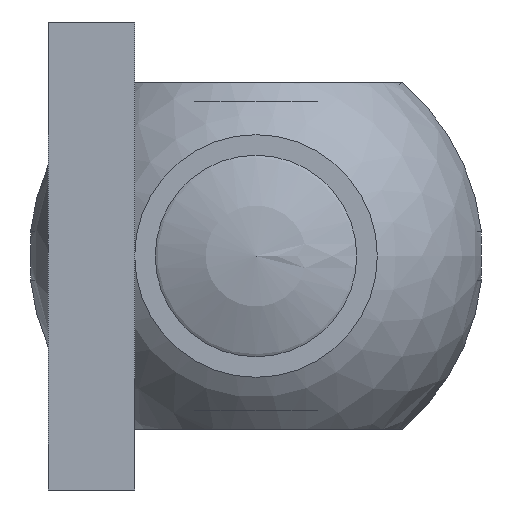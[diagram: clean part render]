
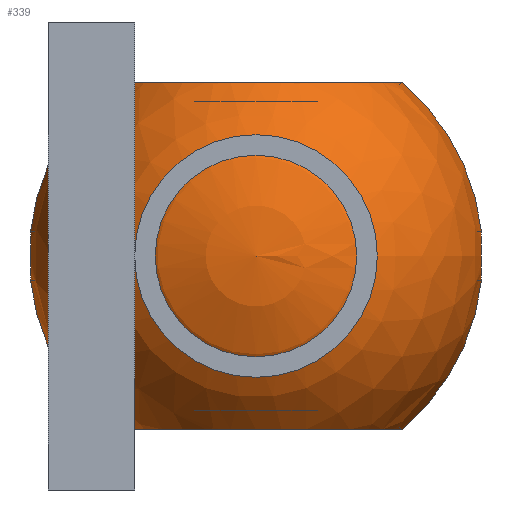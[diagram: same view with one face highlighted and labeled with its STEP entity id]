
A CAD part, front view. The second image highlights one B-rep face of the part: STEP entity #339.
In plain terms, the highlighted spherical face has radius 31.5 mm.
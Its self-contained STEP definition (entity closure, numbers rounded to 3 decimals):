
#26 = EDGE_CURVE ( 'NONE', #531, #901, #645, .T. ) ;
#39 = AXIS2_PLACEMENT_3D ( 'NONE', #174, #664, #301 ) ;
#48 = CARTESIAN_POINT ( 'NONE',  ( 0., 0., 24.1 ) ) ;
#69 = DIRECTION ( 'NONE',  ( 0., -1., 0. ) ) ;
#80 = VERTEX_POINT ( 'NONE', #1635 ) ;
#122 = CARTESIAN_POINT ( 'NONE',  ( 31.316, 0., 3.4 ) ) ;
#137 = AXIS2_PLACEMENT_3D ( 'NONE', #1306, #788, #1176 ) ;
#145 = VERTEX_POINT ( 'NONE', #867 ) ;
#169 = CIRCLE ( 'NONE', #137, 31.5 ) ;
#174 = CARTESIAN_POINT ( 'NONE',  ( -31.316, 0., 0. ) ) ;
#242 = CARTESIAN_POINT ( 'NONE',  ( 0., 0., 0. ) ) ;
#267 = DIRECTION ( 'NONE',  ( 0., 0., 1. ) ) ;
#275 = AXIS2_PLACEMENT_3D ( 'NONE', #48, #1317, #558 ) ;
#285 = EDGE_CURVE ( 'NONE', #145, #80, #850, .T. ) ;
#293 = ORIENTED_EDGE ( 'NONE', *, *, #1194, .T. ) ;
#301 = DIRECTION ( 'NONE',  ( 0., 0., -1. ) ) ;
#336 = ORIENTED_EDGE ( 'NONE', *, *, #26, .T. ) ;
#339 = ADVANCED_FACE ( 'NONE', ( #808 ), #1076, .T. ) ;
#363 = CARTESIAN_POINT ( 'NONE',  ( 20.284, 0., -24.1 ) ) ;
#366 = DIRECTION ( 'NONE',  ( 0., -1., 0. ) ) ;
#371 = CARTESIAN_POINT ( 'NONE',  ( -20.284, 0., -24.1 ) ) ;
#417 = AXIS2_PLACEMENT_3D ( 'NONE', #474, #1351, #1226 ) ;
#437 = EDGE_CURVE ( 'NONE', #901, #1275, #1462, .T. ) ;
#474 = CARTESIAN_POINT ( 'NONE',  ( 0., 0., 0. ) ) ;
#527 = ORIENTED_EDGE ( 'NONE', *, *, #1289, .T. ) ;
#531 = VERTEX_POINT ( 'NONE', #816 ) ;
#541 = ORIENTED_EDGE ( 'NONE', *, *, #1048, .F. ) ;
#552 = CARTESIAN_POINT ( 'NONE',  ( -31.316, 0., 3.4 ) ) ;
#558 = DIRECTION ( 'NONE',  ( 0., 1., 0. ) ) ;
#571 = CARTESIAN_POINT ( 'NONE',  ( 0., 0., -24.1 ) ) ;
#621 = DIRECTION ( 'NONE',  ( 1., 0., 0. ) ) ;
#645 = CIRCLE ( 'NONE', #949, 31.5 ) ;
#664 = DIRECTION ( 'NONE',  ( 1., 0., 0. ) ) ;
#695 = DIRECTION ( 'NONE',  ( 0., -1., 0. ) ) ;
#771 = CIRCLE ( 'NONE', #1336, 3.4 ) ;
#788 = DIRECTION ( 'NONE',  ( 0., 1., 0. ) ) ;
#805 = CARTESIAN_POINT ( 'NONE',  ( 0., 0., 0. ) ) ;
#808 = FACE_OUTER_BOUND ( 'NONE', #1272, .T. ) ;
#816 = CARTESIAN_POINT ( 'NONE',  ( -31.316, 0., -3.4 ) ) ;
#829 = VERTEX_POINT ( 'NONE', #1396 ) ;
#850 = CIRCLE ( 'NONE', #275, 20.284 ) ;
#860 = EDGE_CURVE ( 'NONE', #829, #1275, #1516, .T. ) ;
#867 = CARTESIAN_POINT ( 'NONE',  ( 20.284, 0., 24.1 ) ) ;
#901 = VERTEX_POINT ( 'NONE', #371 ) ;
#943 = ORIENTED_EDGE ( 'NONE', *, *, #860, .F. ) ;
#949 = AXIS2_PLACEMENT_3D ( 'NONE', #242, #366, #621 ) ;
#990 = CARTESIAN_POINT ( 'NONE',  ( 0., 0., 0. ) ) ;
#994 = DIRECTION ( 'NONE',  ( 0., 1., 0. ) ) ;
#1036 = AXIS2_PLACEMENT_3D ( 'NONE', #990, #994, #267 ) ;
#1048 = EDGE_CURVE ( 'NONE', #145, #1386, #169, .T. ) ;
#1066 = AXIS2_PLACEMENT_3D ( 'NONE', #805, #69, #1345 ) ;
#1076 = SPHERICAL_SURFACE ( 'NONE', #1066, 31.5 ) ;
#1098 = AXIS2_PLACEMENT_3D ( 'NONE', #571, #1468, #695 ) ;
#1128 = ORIENTED_EDGE ( 'NONE', *, *, #437, .T. ) ;
#1154 = VERTEX_POINT ( 'NONE', #552 ) ;
#1162 = CIRCLE ( 'NONE', #417, 31.5 ) ;
#1176 = DIRECTION ( 'NONE',  ( 0., 0., 1. ) ) ;
#1194 = EDGE_CURVE ( 'NONE', #1154, #531, #1415, .T. ) ;
#1206 = ORIENTED_EDGE ( 'NONE', *, *, #1433, .T. ) ;
#1226 = DIRECTION ( 'NONE',  ( 1., 0., 0. ) ) ;
#1237 = CARTESIAN_POINT ( 'NONE',  ( 31.316, 0., 0. ) ) ;
#1272 = EDGE_LOOP ( 'NONE', ( #1543, #527, #293, #336, #1128, #943, #1206, #541 ) ) ;
#1275 = VERTEX_POINT ( 'NONE', #363 ) ;
#1289 = EDGE_CURVE ( 'NONE', #80, #1154, #1162, .T. ) ;
#1306 = CARTESIAN_POINT ( 'NONE',  ( 0., 0., 0. ) ) ;
#1317 = DIRECTION ( 'NONE',  ( 0., 0., -1. ) ) ;
#1336 = AXIS2_PLACEMENT_3D ( 'NONE', #1237, #1379, #1639 ) ;
#1345 = DIRECTION ( 'NONE',  ( 1., 0., 0. ) ) ;
#1351 = DIRECTION ( 'NONE',  ( 0., -1., 0. ) ) ;
#1379 = DIRECTION ( 'NONE',  ( -1., 0., 0. ) ) ;
#1386 = VERTEX_POINT ( 'NONE', #122 ) ;
#1396 = CARTESIAN_POINT ( 'NONE',  ( 31.316, 0., -3.4 ) ) ;
#1415 = CIRCLE ( 'NONE', #39, 3.4 ) ;
#1433 = EDGE_CURVE ( 'NONE', #829, #1386, #771, .T. ) ;
#1462 = CIRCLE ( 'NONE', #1098, 20.284 ) ;
#1468 = DIRECTION ( 'NONE',  ( 0., 0., 1. ) ) ;
#1516 = CIRCLE ( 'NONE', #1036, 31.5 ) ;
#1543 = ORIENTED_EDGE ( 'NONE', *, *, #285, .T. ) ;
#1635 = CARTESIAN_POINT ( 'NONE',  ( -20.284, 0., 24.1 ) ) ;
#1639 = DIRECTION ( 'NONE',  ( 0., 0., 1. ) ) ;
